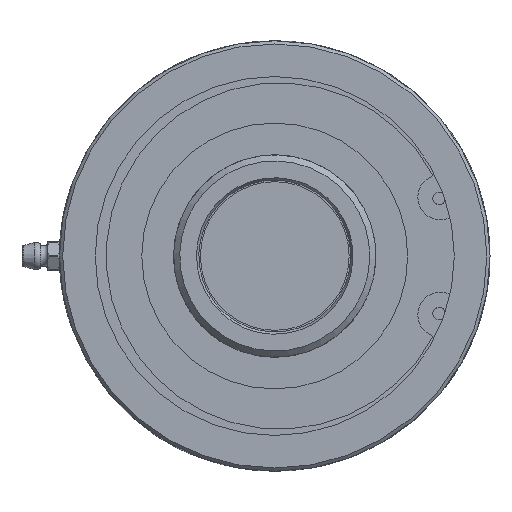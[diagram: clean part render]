
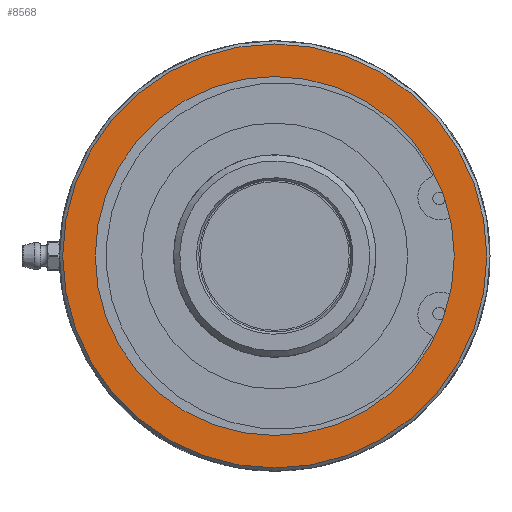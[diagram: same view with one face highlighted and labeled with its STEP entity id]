
A CAD part, left-side view. The second image highlights one B-rep face of the part: STEP entity #8568.
In plain terms, the highlighted planar face has unit normal (-1, 0, 0).
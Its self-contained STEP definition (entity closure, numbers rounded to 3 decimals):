
#376=PLANE('',#9077);
#501=FACE_BOUND('',#1803,.T.);
#1290=FACE_OUTER_BOUND('',#1802,.T.);
#1802=EDGE_LOOP('',(#7115));
#1803=EDGE_LOOP('',(#7116,#7117));
#2172=CIRCLE('',#9075,53.2);
#2173=CIRCLE('',#9078,45.035);
#2174=CIRCLE('',#9079,45.035);
#3810=VERTEX_POINT('',#23143);
#3811=VERTEX_POINT('',#23148);
#3812=VERTEX_POINT('',#23149);
#4963=EDGE_CURVE('',#3810,#3810,#2172,.T.);
#4964=EDGE_CURVE('',#3811,#3812,#2173,.T.);
#4965=EDGE_CURVE('',#3812,#3811,#2174,.T.);
#7115=ORIENTED_EDGE('',*,*,#4963,.F.);
#7116=ORIENTED_EDGE('',*,*,#4964,.T.);
#7117=ORIENTED_EDGE('',*,*,#4965,.T.);
#8568=ADVANCED_FACE('',(#1290,#501),#376,.F.);
#9075=AXIS2_PLACEMENT_3D('',#23145,#10358,#10359);
#9077=AXIS2_PLACEMENT_3D('',#23147,#10362,#10363);
#9078=AXIS2_PLACEMENT_3D('',#23150,#10364,#10365);
#9079=AXIS2_PLACEMENT_3D('',#23151,#10366,#10367);
#10358=DIRECTION('center_axis',(1.,0.,0.));
#10359=DIRECTION('ref_axis',(0.,-1.,0.));
#10362=DIRECTION('center_axis',(1.,0.,0.));
#10363=DIRECTION('ref_axis',(0.,0.,-1.));
#10364=DIRECTION('center_axis',(1.,0.,0.));
#10365=DIRECTION('ref_axis',(0.,1.,0.));
#10366=DIRECTION('center_axis',(1.,0.,0.));
#10367=DIRECTION('ref_axis',(0.,1.,0.));
#23143=CARTESIAN_POINT('',(2.,53.2,0.));
#23145=CARTESIAN_POINT('Origin',(2.,0.,0.));
#23147=CARTESIAN_POINT('Origin',(2.,27.,0.));
#23148=CARTESIAN_POINT('',(2.,45.035,0.));
#23149=CARTESIAN_POINT('',(2.,-45.035,0.));
#23150=CARTESIAN_POINT('Origin',(2.,0.,0.));
#23151=CARTESIAN_POINT('Origin',(2.,0.,0.));
